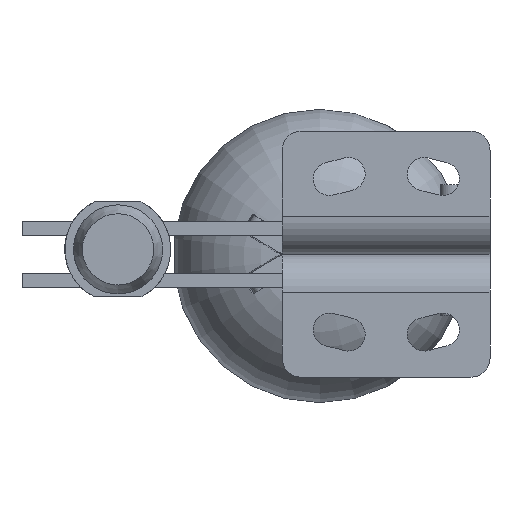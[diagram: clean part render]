
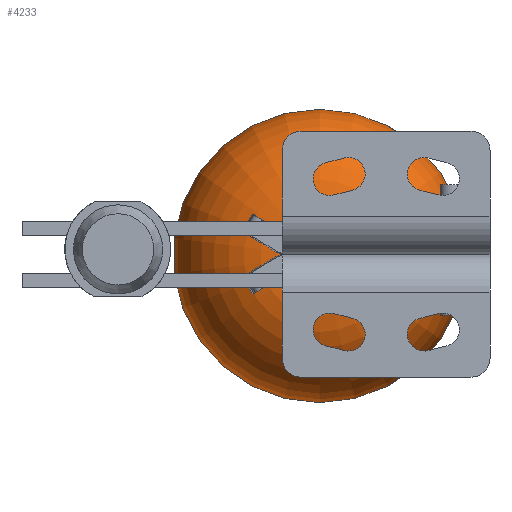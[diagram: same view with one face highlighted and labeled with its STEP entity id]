
A CAD part, front view. The second image highlights one B-rep face of the part: STEP entity #4233.
In plain terms, the highlighted toroidal (fillet/blend) face has major radius 6.971 mm and minor radius 17.731 mm.
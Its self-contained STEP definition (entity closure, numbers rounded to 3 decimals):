
#1038=DEGENERATE_TOROIDAL_SURFACE('',#4505,6.971,17.731,
 .F.);
#1042=VERTEX_POINT('',#6128);
#1044=VERTEX_POINT('',#6134);
#1445=CIRCLE('',#4502,8.976);
#1447=CIRCLE('',#4506,8.);
#1672=EDGE_CURVE('',#1042,#1042,#1445,.T.);
#1674=EDGE_CURVE('',#1044,#1044,#1447,.T.);
#2280=ORIENTED_EDGE('',*,*,#1674,.F.);
#2281=ORIENTED_EDGE('',*,*,#1672,.F.);
#3490=EDGE_LOOP('',(#2280));
#3491=EDGE_LOOP('',(#2281));
#3862=FACE_BOUND('',#3490,.T.);
#3863=FACE_BOUND('',#3491,.T.);
#4233=ADVANCED_FACE('',(#3862,#3863),#1038,.T.);
#4502=AXIS2_PLACEMENT_3D('',#6127,#4985,#4986);
#4505=AXIS2_PLACEMENT_3D('',#6132,#4990,$);
#4506=AXIS2_PLACEMENT_3D('',#6133,#4991,#4992);
#4985=DIRECTION('',(0.,1.,0.));
#4986=DIRECTION('',(0.,0.,-8.976));
#4990=DIRECTION('',(0.,-1.,0.));
#4991=DIRECTION('',(0.,-1.,0.));
#4992=DIRECTION('',(0.,0.,8.));
#6127=CARTESIAN_POINT('',(316.495,288.255,-12.644));
#6128=CARTESIAN_POINT('',(316.495,288.255,-3.668));
#6132=CARTESIAN_POINT('',(316.495,280.504,-12.644));
#6133=CARTESIAN_POINT('',(316.495,271.004,-12.644));
#6134=CARTESIAN_POINT('',(316.495,271.004,-4.644));
